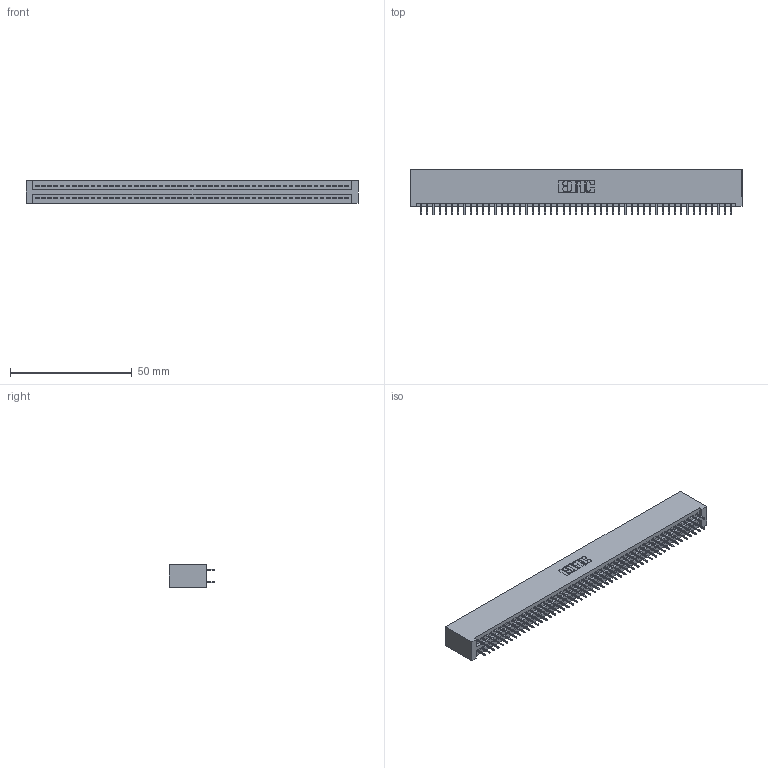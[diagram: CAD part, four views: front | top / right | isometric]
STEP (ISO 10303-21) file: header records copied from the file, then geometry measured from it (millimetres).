
FILE_DESCRIPTION (( 'STEP AP203' ), '1' );
FILE_NAME ('345-102-525-202.STEP', '2020-09-21T18:31:26', ( '' ), ( '' ), 'SwSTEP 2.0', 'SolidWorks 2020', '' );
FILE_SCHEMA (( 'CONFIG_CONTROL_DESIGN' ));
Length unit declared in the file: inch
Products named in the file (3): 345 Part_No Mounting Lugs; 345-292-001_345-293-125; 345-102-525-202
Assembly tree (103 placements, depth 2):
  345-102-525-202
    345 Part_No Mounting Lugs
    345-292-001_345-293-125  x102
Bounding box: 136.14 x 18.72 x 9.4 mm (x, y, z)
Volume: 13756.7 mm3; surface area: 20306.4 mm2
Topology: 103 solids, 103 shells, 5626 faces, 15923 edges, 10206 vertices
Faces by surface type: plane 4054, cylinder 1572
Entity records: 38601 total; most frequent: CARTESIAN_POINT 6460, ORIENTED_EDGE 6394, DIRECTION 5681, EDGE_CURVE 3197, VECTOR 2873, LINE 2873, VERTEX_POINT 2126, AXIS2_PLACEMENT_3D 1404
